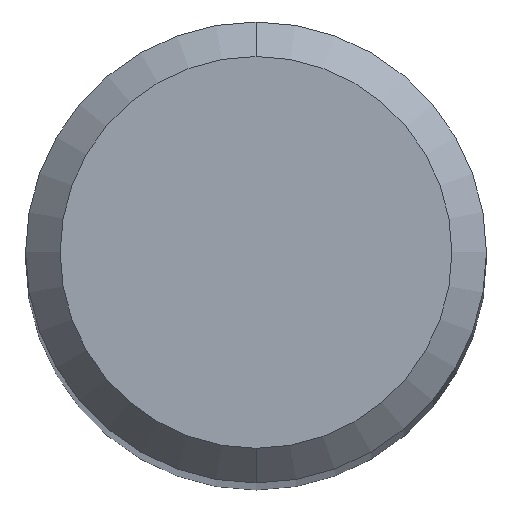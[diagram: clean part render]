
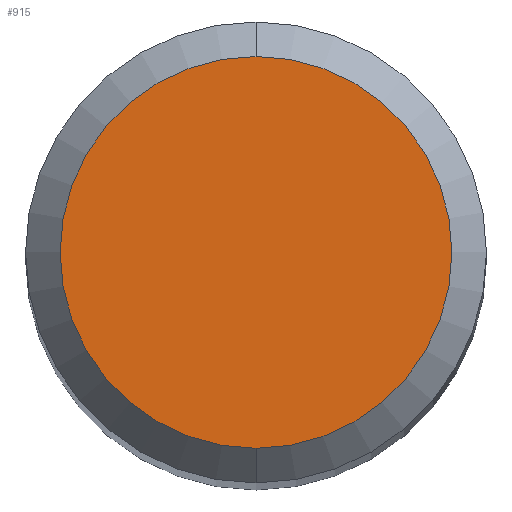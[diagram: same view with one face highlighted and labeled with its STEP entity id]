
A CAD part, top view. The second image highlights one B-rep face of the part: STEP entity #915.
In plain terms, the highlighted planar face has unit normal (0, 0, 1).
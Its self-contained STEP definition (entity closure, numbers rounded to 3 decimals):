
#585=EDGE_CURVE('',#1061,#601,#1426,.T.);
#601=VERTEX_POINT('',#1444);
#775=EDGE_CURVE('',#601,#1061,#1628,.T.);
#915=ADVANCED_FACE('',(#1787),#1788,.T.);
#1061=VERTEX_POINT('',#1942);
#1426=CIRCLE('',#2867,1.7);
#1444=CARTESIAN_POINT('',(0.,-1.7,0.0));
#1628=CIRCLE('',#3756,1.7);
#1787=FACE_OUTER_BOUND('',#4187,.T.);
#1788=PLANE('',#4188);
#1942=CARTESIAN_POINT('',(0.0,1.7,0.0));
#2867=AXIS2_PLACEMENT_3D('',#5903,#5904,#5905);
#3756=AXIS2_PLACEMENT_3D('',#6065,#6066,#6067);
#4187=EDGE_LOOP('',(#6324,#6325));
#4188=AXIS2_PLACEMENT_3D('',#6326,#6327,#6328);
#5903=CARTESIAN_POINT('',(0.0,0.0,0.0));
#5904=DIRECTION('',(0.0,0.0,-1.0));
#5905=DIRECTION('',(0.0,1.0,0.0));
#6065=CARTESIAN_POINT('',(0.0,0.0,0.0));
#6066=DIRECTION('',(0.0,0.0,-1.0));
#6067=DIRECTION('',(0.0,1.0,0.0));
#6324=ORIENTED_EDGE('',*,*,#585,.F.);
#6325=ORIENTED_EDGE('',*,*,#775,.F.);
#6326=CARTESIAN_POINT('',(0.0,0.85,0.0));
#6327=DIRECTION('',(-0.0,0.0,1.0));
#6328=DIRECTION('',(0.0,-1.0,0.0));
